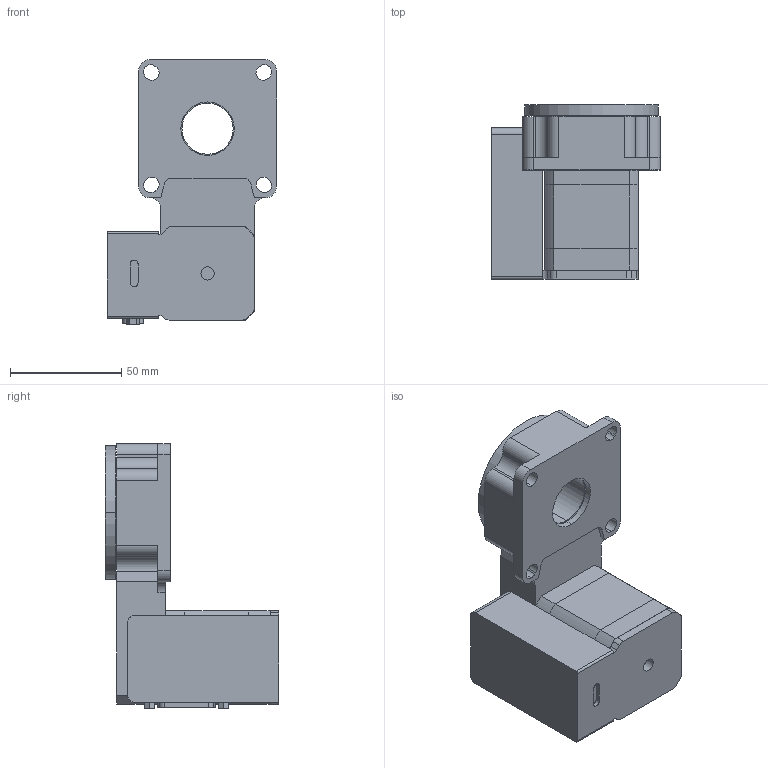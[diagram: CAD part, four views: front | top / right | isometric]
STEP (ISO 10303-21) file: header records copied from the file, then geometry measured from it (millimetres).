
FILE_DESCRIPTION (( 'STEP AP203' ), '1' );
FILE_NAME ('RSB60xD-T3A.step', '2023-06-02T22:04:48', ( '' ), ( '' ), 'SwSTEP 2.0', 'SolidWorks 2019', '' );
FILE_SCHEMA (( 'CONFIG_CONTROL_DESIGN' ));
Length unit declared in the file: millimetre
Products named in the file (4): NMS17_motor^RSB60_RSB60-T3A; RSB60xD-T3A; RSB60_base^RSB60; RSW60_top^RSB60_RSW60
Assembly tree (3 placements, depth 2):
  RSB60xD-T3A
    RSB60_base^RSB60
    RSW60_top^RSB60_RSW60
    NMS17_motor^RSB60_RSB60-T3A
Bounding box: 76 x 78.15 x 118.89 mm (x, y, z)
Volume: 281365.2 mm3; surface area: 72706.4 mm2
Topology: 14 solids, 14 shells, 373 faces, 896 edges, 594 vertices
Faces by surface type: plane 183, cylinder 182, torus 8
Entity records: 11436 total; most frequent: DIRECTION 2036, CARTESIAN_POINT 1869, ORIENTED_EDGE 1792, EDGE_CURVE 896, AXIS2_PLACEMENT_3D 761, VERTEX_POINT 594, LINE 514, VECTOR 514
